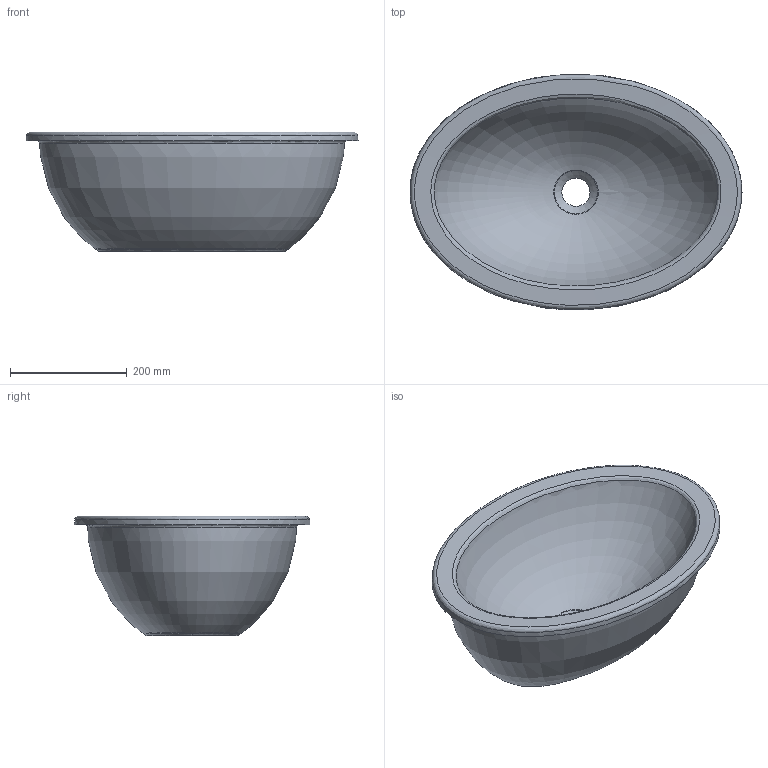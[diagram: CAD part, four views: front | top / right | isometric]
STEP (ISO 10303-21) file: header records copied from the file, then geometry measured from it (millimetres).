
FILE_DESCRIPTION(/* description */ (''),/* implementation_level */ '2;1');
FILE_NAME(/* name */ '616120_616121_Loop_UWT_oval.stp',/* time_stamp */ '2019-08-27T09:30:51+02:00',/* author */ (''),/* organization */ (''),/* preprocessor_version */ 'ST-DEVELOPER v16.7',/* originating_system */ 'SIEMENS PLM Software NX 1863',/* authorisation */ '');
FILE_SCHEMA (('AUTOMOTIVE_DESIGN { 1 0 10303 214 3 1 1 1 }'));
Length unit declared in the file: millimetre
Products named in the file (1): Weil29F4E1C3vwix
Bounding box: 569.86 x 404.55 x 205.94 mm (x, y, z)
Volume: 11442353.5 mm3; surface area: 656410.6 mm2
Topology: 1 solids, 1 shells, 159 faces, 365 edges, 205 vertices
Faces by surface type: bspline 143, plane 13, torus 1, cone 1, cylinder 1
Full cylindrical faces by diameter (mm): 48.495 x1
Entity records: 17046 total; most frequent: CARTESIAN_POINT 14616, ORIENTED_EDGE 676, EDGE_CURVE 338, B_SPLINE_CURVE_WITH_KNOTS 246, DIRECTION 200, VERTEX_POINT 194, EDGE_LOOP 174, ADVANCED_FACE 159
